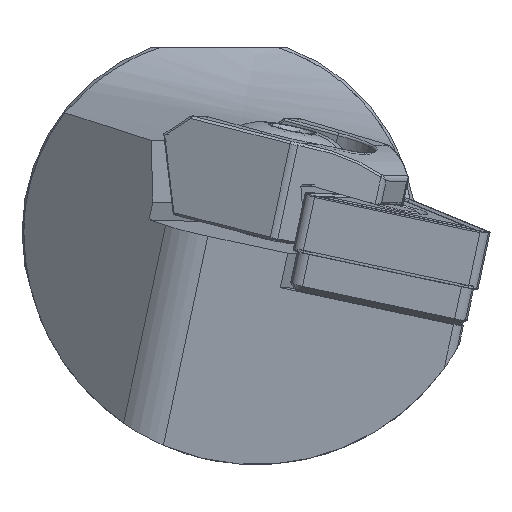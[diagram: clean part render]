
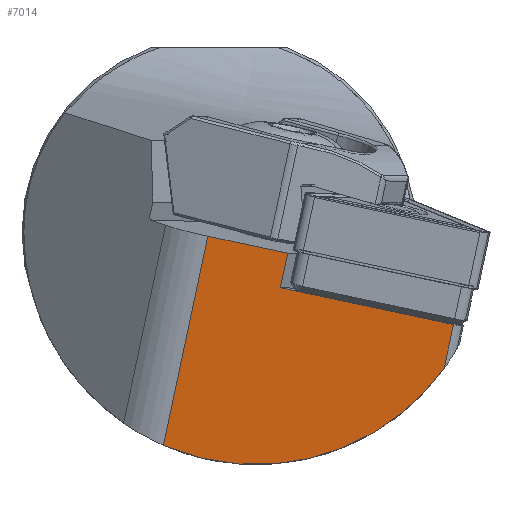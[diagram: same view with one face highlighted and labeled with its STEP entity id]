
A CAD part, left-side view. The second image highlights one B-rep face of the part: STEP entity #7014.
In plain terms, the highlighted planar face has unit normal (-0.995, 0.022, -0.102).
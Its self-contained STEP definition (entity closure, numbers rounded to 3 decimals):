
#360 = ORIENTED_EDGE ( 'NONE', *, *, #2542, .T. ) ;
#575 = VERTEX_POINT ( 'NONE', #7559 ) ;
#1105 = CARTESIAN_POINT ( 'NONE',  ( -200.093, -6.457, 56.536 ) ) ;
#1159 = CARTESIAN_POINT ( 'NONE',  ( -199.792, -12.347, 52.356 ) ) ;
#1332 = EDGE_CURVE ( 'NONE', #1507, #575, #7544, .T. ) ;
#1481 = DIRECTION ( 'NONE',  ( -0.105, -0.207, 0.973 ) ) ;
#1507 = VERTEX_POINT ( 'NONE', #4237 ) ;
#1518 = VERTEX_POINT ( 'NONE', #6668 ) ;
#1569 = DIRECTION ( 'NONE',  ( 0.995, -0.022, 0.102 ) ) ;
#1818 = EDGE_CURVE ( 'NONE', #11109, #1518, #7432, .T. ) ;
#2237 = ORIENTED_EDGE ( 'NONE', *, *, #7234, .T. ) ;
#2453 = VECTOR ( 'NONE', #3079, 1000. ) ;
#2542 = EDGE_CURVE ( 'NONE', #575, #5446, #5357, .T. ) ;
#2712 = VECTOR ( 'NONE', #7737, 1000. ) ;
#2724 = CARTESIAN_POINT ( 'NONE',  ( -198.521, -20.24, 38.308 ) ) ;
#2802 = CARTESIAN_POINT ( 'NONE',  ( -198.075, -11.324, 35.865 ) ) ;
#2973 = EDGE_CURVE ( 'NONE', #1507, #10475, #10136, .T. ) ;
#3000 = VECTOR ( 'NONE', #1481, 1000. ) ;
#3079 = DIRECTION ( 'NONE',  ( 0., 0.978, 0.208 ) ) ;
#3181 = PLANE ( 'NONE',  #10541 ) ;
#3574 = EDGE_CURVE ( 'NONE', #1518, #10475, #10638, .T. ) ;
#4237 = CARTESIAN_POINT ( 'NONE',  ( -198.269, -2.847, 39.554 ) ) ;
#4630 = CARTESIAN_POINT ( 'NONE',  ( -200.093, -27.005, 52.168 ) ) ;
#5189 = ORIENTED_EDGE ( 'NONE', *, *, #1818, .T. ) ;
#5357 = LINE ( 'NONE', #6882, #2712 ) ;
#5446 = VERTEX_POINT ( 'NONE', #10369 ) ;
#6668 = CARTESIAN_POINT ( 'NONE',  ( -200.093, -12.943, 55.157 ) ) ;
#6780 = VECTOR ( 'NONE', #8690, 1000. ) ;
#6882 = CARTESIAN_POINT ( 'NONE',  ( -156.343, 59.541, -354.996 ) ) ;
#6955 = CARTESIAN_POINT ( 'NONE',  ( -199.792, -26.409, 49.367 ) ) ;
#7014 = ADVANCED_FACE ( 'NONE', ( #7983 ), #3181, .F. ) ;
#7234 = EDGE_CURVE ( 'NONE', #5446, #11109, #9094, .T. ) ;
#7366 = CARTESIAN_POINT ( 'NONE',  ( -156.343, 73.603, -352.007 ) ) ;
#7432 = LINE ( 'NONE', #7366, #3000 ) ;
#7499 = DIRECTION ( 'NONE',  ( 0.102, 0., -0.995 ) ) ;
#7544 =( BOUNDED_CURVE ( )  B_SPLINE_CURVE ( 3, ( #8828, #2802, #2724, #10500 ),
 .UNSPECIFIED., .F., .F. ) 
 B_SPLINE_CURVE_WITH_KNOTS ( ( 4, 4 ),
 ( 2.941, 4.296 ),
 .UNSPECIFIED. ) 
 CURVE ( )  GEOMETRIC_REPRESENTATION_ITEM ( )  RATIONAL_B_SPLINE_CURVE ( ( 1., 0.853, 0.853, 1. ) ) 
 REPRESENTATION_ITEM ( '' )  );
#7559 = CARTESIAN_POINT ( 'NONE',  ( -199.41, -25.652, 45.804 ) ) ;
#7737 = DIRECTION ( 'NONE',  ( -0.105, -0.207, 0.973 ) ) ;
#7983 = FACE_OUTER_BOUND ( 'NONE', #10192, .T. ) ;
#8525 = ORIENTED_EDGE ( 'NONE', *, *, #2973, .F. ) ;
#8640 = ORIENTED_EDGE ( 'NONE', *, *, #3574, .T. ) ;
#8690 = DIRECTION ( 'NONE',  ( 0., 0.978, 0.208 ) ) ;
#8752 = VECTOR ( 'NONE', #11041, 1000. ) ;
#8828 = CARTESIAN_POINT ( 'NONE',  ( -198.269, -2.847, 39.554 ) ) ;
#9094 = LINE ( 'NONE', #6955, #6780 ) ;
#9469 = ORIENTED_EDGE ( 'NONE', *, *, #1332, .T. ) ;
#10136 = LINE ( 'NONE', #10144, #8752 ) ;
#10144 = CARTESIAN_POINT ( 'NONE',  ( -156.343, 80.089, -350.629 ) ) ;
#10192 = EDGE_LOOP ( 'NONE', ( #5189, #8640, #8525, #9469, #360, #2237 ) ) ;
#10369 = CARTESIAN_POINT ( 'NONE',  ( -199.792, -26.409, 49.367 ) ) ;
#10475 = VERTEX_POINT ( 'NONE', #1105 ) ;
#10500 = CARTESIAN_POINT ( 'NONE',  ( -199.41, -25.652, 45.804 ) ) ;
#10541 = AXIS2_PLACEMENT_3D ( 'NONE', #10947, #1569, #7499 ) ;
#10638 = LINE ( 'NONE', #4630, #2453 ) ;
#10947 = CARTESIAN_POINT ( 'NONE',  ( -156.343, 59.541, -354.996 ) ) ;
#11041 = DIRECTION ( 'NONE',  ( -0.105, -0.207, 0.973 ) ) ;
#11109 = VERTEX_POINT ( 'NONE', #1159 ) ;
